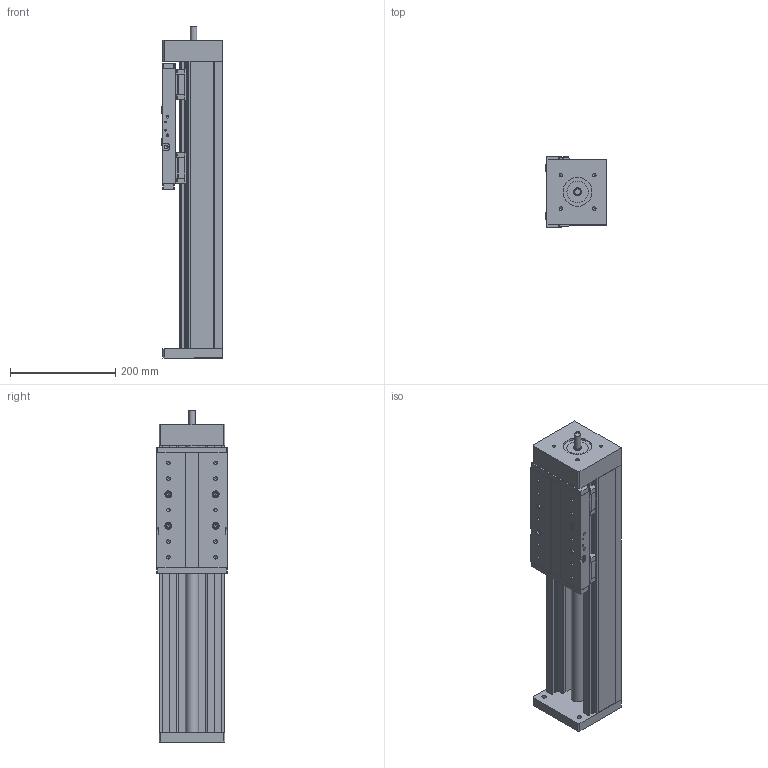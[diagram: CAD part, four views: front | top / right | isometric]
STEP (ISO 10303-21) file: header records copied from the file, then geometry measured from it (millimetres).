
FILE_DESCRIPTION((''),'2;1');
FILE_NAME('MSL115-S25-S-Hub 300.stp','2012-10-11T11:10:06',('hartung_david'),(''),'Autodesk Inventor 2012','Autodesk Inventor 2012','');
FILE_SCHEMA(('AUTOMOTIVE_DESIGN { 1 0 10303 214 1 1 1 1 }'));
Length unit declared in the file: millimetre
Products named in the file (4): MSL115-S25-S-300; MSL115-S25-S-300-010; MSL115-S25-S-300-020; MSL115-S25-S-300-030
Assembly tree (3 placements, depth 2):
  MSL115-S25-S-300
    MSL115-S25-S-300-010
    MSL115-S25-S-300-020
    MSL115-S25-S-300-030
Bounding box: 116.9 x 135 x 632 mm (x, y, z)
Volume: 4774985.7 mm3; surface area: 612624.4 mm2
Topology: 4 solids, 42 shells, 945 faces, 2393 edges, 1488 vertices
Faces by surface type: plane 470, cylinder 302, cone 170, sphere 3
Full cylindrical faces by diameter (mm): 3 x2, 3.242 x4, 4 x18, 4.5 x16, 4.917 x8, 5.9 x1, 6.647 x18, 6.917 x2, 8 x1, 8.2 x1, 8.376 x6, 12 x1, 13 x6, 15 x1, 25 x1, 40.5 x1, 55 x1
Entity records: 27363 total; most frequent: DIRECTION 4599, CARTESIAN_POINT 4597, ORIENTED_EDGE 4138, EDGE_CURVE 2069, AXIS2_PLACEMENT_3D 1586, VECTOR 1427, LINE 1427, VERTEX_POINT 1420
